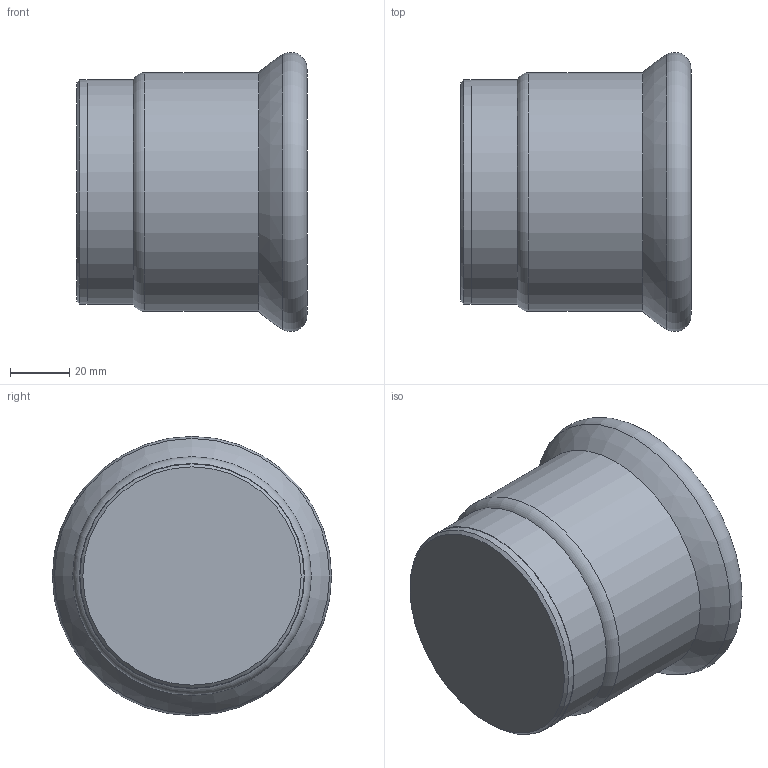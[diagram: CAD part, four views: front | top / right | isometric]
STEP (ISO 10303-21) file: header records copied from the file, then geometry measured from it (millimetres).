
FILE_DESCRIPTION(/* description */ ('TAPPO DI CHIUSURA DN 76,1'),/* implementation_level */ '2;1');
FILE_NAME(/* name */ '383076003_Steelpres.stp',/* time_stamp */ '2022-10-21T16:15:02+02:00',/* author */ ('Vault'),/* organization */ ('Raccorderie metalliche s.p.a. '),/* preprocessor_version */ 'ST-DEVELOPER v18.1',/* originating_system */ 'Autodesk Inventor 2020',/* authorisation */ 'Raccorderie metalliche s.p.a. ');
FILE_SCHEMA (('AUTOMOTIVE_DESIGN { 1 0 10303 214 3 1 1 }'));
Length unit declared in the file: millimetre
Products named in the file (1): 383076003_Steelpres
Bounding box: 78 x 94.4 x 94.4 mm (x, y, z)
Volume: 81259.9 mm3; surface area: 49396 mm2
Topology: 1 solids, 1 shells, 22 faces, 76 edges, 58 vertices
Faces by surface type: cylinder 8, torus 5, plane 4, cone 4, bspline 1
Full cylindrical faces by diameter (mm): 71.5 x1, 72.1 x1, 75.8 x1, 76.1 x1, 76.7 x1, 79 x2, 80.7 x1
Entity records: 963 total; most frequent: DIRECTION 184, CARTESIAN_POINT 183, ORIENTED_EDGE 152, AXIS2_PLACEMENT_3D 86, EDGE_CURVE 76, CIRCLE 64, VERTEX_POINT 58, EDGE_LOOP 24
